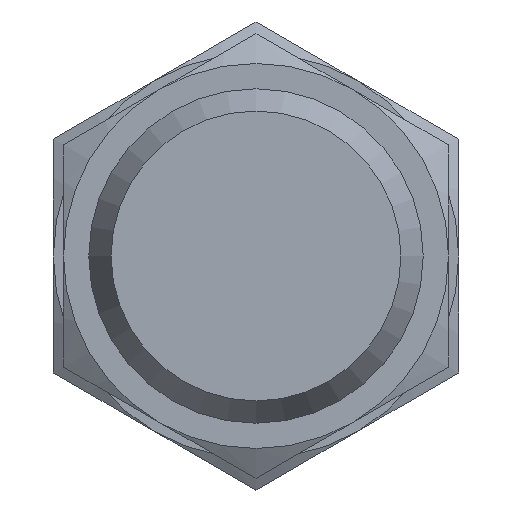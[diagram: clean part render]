
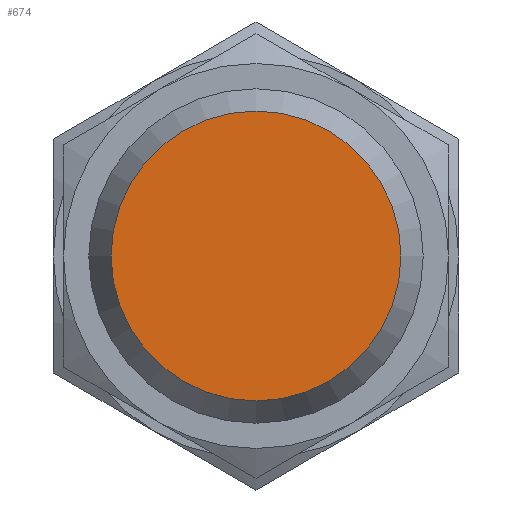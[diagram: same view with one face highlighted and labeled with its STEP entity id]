
A CAD part, front view. The second image highlights one B-rep face of the part: STEP entity #674.
In plain terms, the highlighted planar face has unit normal (0, -1, 0).
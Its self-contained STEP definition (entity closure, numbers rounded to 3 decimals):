
#113 = PLANE ( 'NONE',  #910 ) ;
#128 = VERTEX_POINT ( 'NONE', #670 ) ;
#387 = FACE_OUTER_BOUND ( 'NONE', #821, .T. ) ;
#530 = EDGE_CURVE ( 'NONE', #128, #128, #1092, .T. ) ;
#654 = DIRECTION ( 'NONE',  ( 0., 0., 1. ) ) ;
#655 = DIRECTION ( 'NONE',  ( 0., -1., 0. ) ) ;
#662 = CARTESIAN_POINT ( 'NONE',  ( 0., -9., 0. ) ) ;
#670 = CARTESIAN_POINT ( 'NONE',  ( 0., -9., 7.15 ) ) ;
#674 = ADVANCED_FACE ( 'NONE', ( #387 ), #113, .F. ) ;
#816 = DIRECTION ( 'NONE',  ( -1., 0., 0. ) ) ;
#821 = EDGE_LOOP ( 'NONE', ( #1632 ) ) ;
#910 = AXIS2_PLACEMENT_3D ( 'NONE', #1350, #1616, #816 ) ;
#999 = AXIS2_PLACEMENT_3D ( 'NONE', #662, #655, #654 ) ;
#1092 = CIRCLE ( 'NONE', #999, 7.15 ) ;
#1350 = CARTESIAN_POINT ( 'NONE',  ( 7.236, -9., -7.236 ) ) ;
#1616 = DIRECTION ( 'NONE',  ( 0., 1., 0. ) ) ;
#1632 = ORIENTED_EDGE ( 'NONE', *, *, #530, .T. ) ;
